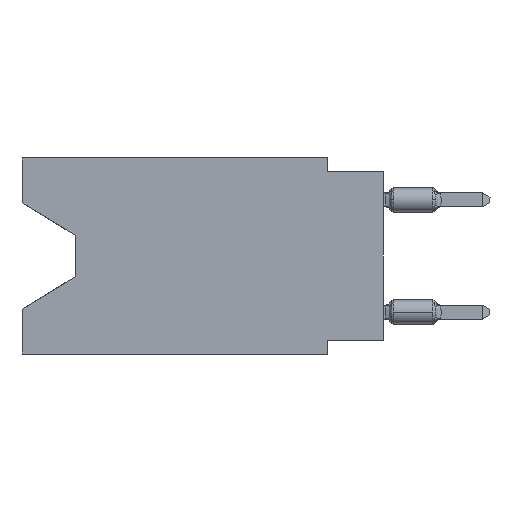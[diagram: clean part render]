
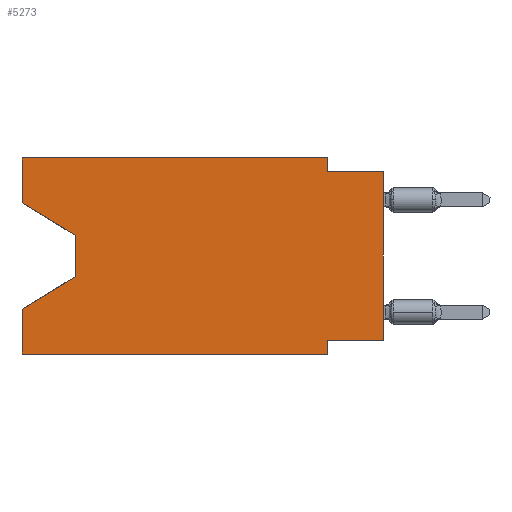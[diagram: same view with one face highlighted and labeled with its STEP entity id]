
A CAD part, left-side view. The second image highlights one B-rep face of the part: STEP entity #5273.
In plain terms, the highlighted planar face has unit normal (-1, 0, 0).
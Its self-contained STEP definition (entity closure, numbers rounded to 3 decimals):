
#22 = VERTEX_POINT ( 'NONE', #4883 ) ;
#81 = EDGE_LOOP ( 'NONE', ( #1958, #12642, #3484, #11400, #4407, #12029, #6150, #3737, #9471, #9653, #3029, #6227 ) ) ;
#84 = LINE ( 'NONE', #1508, #9506 ) ;
#331 = VERTEX_POINT ( 'NONE', #6802 ) ;
#349 = VERTEX_POINT ( 'NONE', #11926 ) ;
#552 = LINE ( 'NONE', #5681, #990 ) ;
#990 = VECTOR ( 'NONE', #10801, 1000. ) ;
#1508 = CARTESIAN_POINT ( 'NONE',  ( 0., 0., -0.635 ) ) ;
#1624 = EDGE_CURVE ( 'NONE', #331, #349, #13867, .T. ) ;
#1880 = CARTESIAN_POINT ( 'NONE',  ( 0., 2.54, -8.89 ) ) ;
#1913 = VERTEX_POINT ( 'NONE', #3599 ) ;
#1958 = ORIENTED_EDGE ( 'NONE', *, *, #9123, .T. ) ;
#2192 = VERTEX_POINT ( 'NONE', #10984 ) ;
#2408 = CARTESIAN_POINT ( 'NONE',  ( 0., 2.54, 0. ) ) ;
#2830 = VECTOR ( 'NONE', #14923, 1000. ) ;
#2986 = VERTEX_POINT ( 'NONE', #14956 ) ;
#3029 = ORIENTED_EDGE ( 'NONE', *, *, #5045, .F. ) ;
#3166 = DIRECTION ( 'NONE',  ( 0., 1., 0. ) ) ;
#3484 = ORIENTED_EDGE ( 'NONE', *, *, #7369, .T. ) ;
#3599 = CARTESIAN_POINT ( 'NONE',  ( 0., 16.383, -2.038 ) ) ;
#3737 = ORIENTED_EDGE ( 'NONE', *, *, #14730, .T. ) ;
#3904 = VECTOR ( 'NONE', #8880, 1000. ) ;
#3905 = VERTEX_POINT ( 'NONE', #12564 ) ;
#4141 = DIRECTION ( 'NONE',  ( 0., 0., -1. ) ) ;
#4222 = VECTOR ( 'NONE', #7020, 1000. ) ;
#4407 = ORIENTED_EDGE ( 'NONE', *, *, #10142, .T. ) ;
#4470 = EDGE_CURVE ( 'NONE', #7682, #8315, #84, .T. ) ;
#4883 = CARTESIAN_POINT ( 'NONE',  ( 0., 2.54, -8.255 ) ) ;
#5045 = EDGE_CURVE ( 'NONE', #2986, #5532, #8456, .T. ) ;
#5273 = ADVANCED_FACE ( 'NONE', ( #16347 ), #15162, .F. ) ;
#5498 = EDGE_CURVE ( 'NONE', #22, #13268, #5580, .T. ) ;
#5532 = VERTEX_POINT ( 'NONE', #9693 ) ;
#5580 = LINE ( 'NONE', #16155, #15972 ) ;
#5678 = CARTESIAN_POINT ( 'NONE',  ( 0., 0., -8.255 ) ) ;
#5681 = CARTESIAN_POINT ( 'NONE',  ( 0., 16.383, 0. ) ) ;
#5802 = CARTESIAN_POINT ( 'NONE',  ( 0., 13.97, -3.505 ) ) ;
#5847 = CARTESIAN_POINT ( 'NONE',  ( 0., 13.97, -5.385 ) ) ;
#5922 = EDGE_CURVE ( 'NONE', #5532, #7682, #16269, .T. ) ;
#6127 = VECTOR ( 'NONE', #13711, 1000. ) ;
#6150 = ORIENTED_EDGE ( 'NONE', *, *, #13833, .F. ) ;
#6165 = CARTESIAN_POINT ( 'NONE',  ( 0., 16.383, -2.038 ) ) ;
#6227 = ORIENTED_EDGE ( 'NONE', *, *, #8606, .F. ) ;
#6365 = CARTESIAN_POINT ( 'NONE',  ( 0., 0., -0.635 ) ) ;
#6802 = CARTESIAN_POINT ( 'NONE',  ( 0., 13.97, -3.505 ) ) ;
#7010 = VECTOR ( 'NONE', #3166, 1000. ) ;
#7020 = DIRECTION ( 'NONE',  ( 0., 0.855, -0.519 ) ) ;
#7369 = EDGE_CURVE ( 'NONE', #349, #2192, #13248, .T. ) ;
#7461 = EDGE_CURVE ( 'NONE', #3905, #2192, #552, .T. ) ;
#7682 = VERTEX_POINT ( 'NONE', #11789 ) ;
#7773 = DIRECTION ( 'NONE',  ( 0., -1., 0. ) ) ;
#8315 = VERTEX_POINT ( 'NONE', #6365 ) ;
#8375 = LINE ( 'NONE', #5678, #7010 ) ;
#8456 = LINE ( 'NONE', #9710, #11663 ) ;
#8563 = CARTESIAN_POINT ( 'NONE',  ( 0., 0., 0. ) ) ;
#8606 = EDGE_CURVE ( 'NONE', #1913, #2986, #15921, .T. ) ;
#8789 = CARTESIAN_POINT ( 'NONE',  ( 0., 16.383, 0. ) ) ;
#8880 = DIRECTION ( 'NONE',  ( 0., 0., -1. ) ) ;
#9020 = LINE ( 'NONE', #10286, #10400 ) ;
#9123 = EDGE_CURVE ( 'NONE', #1913, #331, #16331, .T. ) ;
#9359 = VECTOR ( 'NONE', #13845, 1000. ) ;
#9451 = DIRECTION ( 'NONE',  ( 0., -1., 0. ) ) ;
#9471 = ORIENTED_EDGE ( 'NONE', *, *, #4470, .F. ) ;
#9506 = VECTOR ( 'NONE', #12876, 1000. ) ;
#9653 = ORIENTED_EDGE ( 'NONE', *, *, #5922, .F. ) ;
#9693 = CARTESIAN_POINT ( 'NONE',  ( 0., 2.54, 0. ) ) ;
#9710 = CARTESIAN_POINT ( 'NONE',  ( 0., 16.383, 0. ) ) ;
#10075 = AXIS2_PLACEMENT_3D ( 'NONE', #8789, #14403, #4141 ) ;
#10115 = DIRECTION ( 'NONE',  ( 0., -0.855, -0.519 ) ) ;
#10142 = EDGE_CURVE ( 'NONE', #3905, #13268, #9020, .T. ) ;
#10286 = CARTESIAN_POINT ( 'NONE',  ( 0., 16.383, -8.89 ) ) ;
#10400 = VECTOR ( 'NONE', #7773, 1000. ) ;
#10801 = DIRECTION ( 'NONE',  ( 0., 0., 1. ) ) ;
#10984 = CARTESIAN_POINT ( 'NONE',  ( 0., 16.383, -6.852 ) ) ;
#11400 = ORIENTED_EDGE ( 'NONE', *, *, #7461, .F. ) ;
#11663 = VECTOR ( 'NONE', #9451, 1000. ) ;
#11789 = CARTESIAN_POINT ( 'NONE',  ( 0., 2.54, -0.635 ) ) ;
#11926 = CARTESIAN_POINT ( 'NONE',  ( 0., 13.97, -5.385 ) ) ;
#12003 = VERTEX_POINT ( 'NONE', #13138 ) ;
#12029 = ORIENTED_EDGE ( 'NONE', *, *, #5498, .F. ) ;
#12564 = CARTESIAN_POINT ( 'NONE',  ( 0., 16.383, -8.89 ) ) ;
#12642 = ORIENTED_EDGE ( 'NONE', *, *, #1624, .T. ) ;
#12876 = DIRECTION ( 'NONE',  ( 0., -1., 0. ) ) ;
#13138 = CARTESIAN_POINT ( 'NONE',  ( 0., 0., -8.255 ) ) ;
#13248 = LINE ( 'NONE', #5847, #4222 ) ;
#13268 = VERTEX_POINT ( 'NONE', #1880 ) ;
#13711 = DIRECTION ( 'NONE',  ( 0., 0., -1. ) ) ;
#13833 = EDGE_CURVE ( 'NONE', #12003, #22, #8375, .T. ) ;
#13845 = DIRECTION ( 'NONE',  ( 0., 0., 1. ) ) ;
#13867 = LINE ( 'NONE', #5802, #6127 ) ;
#14403 = DIRECTION ( 'NONE',  ( 1., 0., 0. ) ) ;
#14649 = DIRECTION ( 'NONE',  ( 0., 0., -1. ) ) ;
#14730 = EDGE_CURVE ( 'NONE', #12003, #8315, #14778, .T. ) ;
#14778 = LINE ( 'NONE', #8563, #9359 ) ;
#14923 = DIRECTION ( 'NONE',  ( 0., 0., 1. ) ) ;
#14956 = CARTESIAN_POINT ( 'NONE',  ( 0., 16.383, 0. ) ) ;
#15162 = PLANE ( 'NONE',  #10075 ) ;
#15921 = LINE ( 'NONE', #16101, #2830 ) ;
#15972 = VECTOR ( 'NONE', #14649, 1000. ) ;
#16101 = CARTESIAN_POINT ( 'NONE',  ( 0., 16.383, 0. ) ) ;
#16155 = CARTESIAN_POINT ( 'NONE',  ( 0., 2.54, -8.89 ) ) ;
#16258 = VECTOR ( 'NONE', #10115, 1000. ) ;
#16269 = LINE ( 'NONE', #2408, #3904 ) ;
#16331 = LINE ( 'NONE', #6165, #16258 ) ;
#16347 = FACE_OUTER_BOUND ( 'NONE', #81, .T. ) ;
